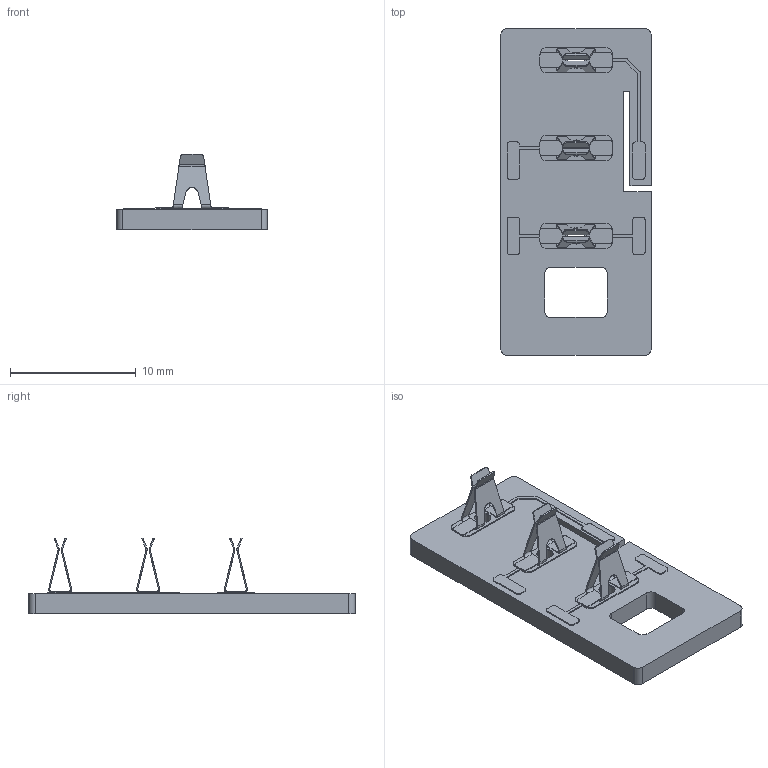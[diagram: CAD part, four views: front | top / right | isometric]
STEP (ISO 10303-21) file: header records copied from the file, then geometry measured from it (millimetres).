
FILE_DESCRIPTION(/* description */ ('KiCad electronic assembly'),/* implementation_level */ '2;1');
FILE_NAME(/* name */ 'HarwinHVv2board.stp',/* time_stamp */ '2020-07-07T11:57:09-04:00',/* author */ ('elmar'),/* organization */ ('A Company'),/* preprocessor_version */ 'ST-DEVELOPER v18',/* originating_system */ 'Autodesk Inventor 2020',/* authorisation */ 'Unknown');
FILE_SCHEMA (('AUTOMOTIVE_DESIGN { 1 0 10303 214 3 1 1 }'));
Products named in the file (5): HarwinHVv2board; Harwin_socket_018664; SOLID; COMPOUND; FrontCopper
Assembly tree (6 placements, depth 3):
  HarwinHVv2board
    Harwin_socket_018664  x3
      SOLID
    COMPOUND
    FrontCopper
Bounding box: 12 x 26 x 6.02 mm (x, y, z)
Volume: 464 mm3; surface area: 1015.1 mm2
Topology: 7 solids, 7 shells, 539 faces, 1509 edges, 978 vertices
Faces by surface type: plane 411, cylinder 74, bspline 54
Full cylindrical faces by diameter (mm): 1.3 x6
Entity records: 13691 total; most frequent: CARTESIAN_POINT 3172, ORIENTED_EDGE 2274, DIRECTION 1923, EDGE_CURVE 1137, LINE 1045, VECTOR 1045, VERTEX_POINT 750, AXIS2_PLACEMENT_3D 439
